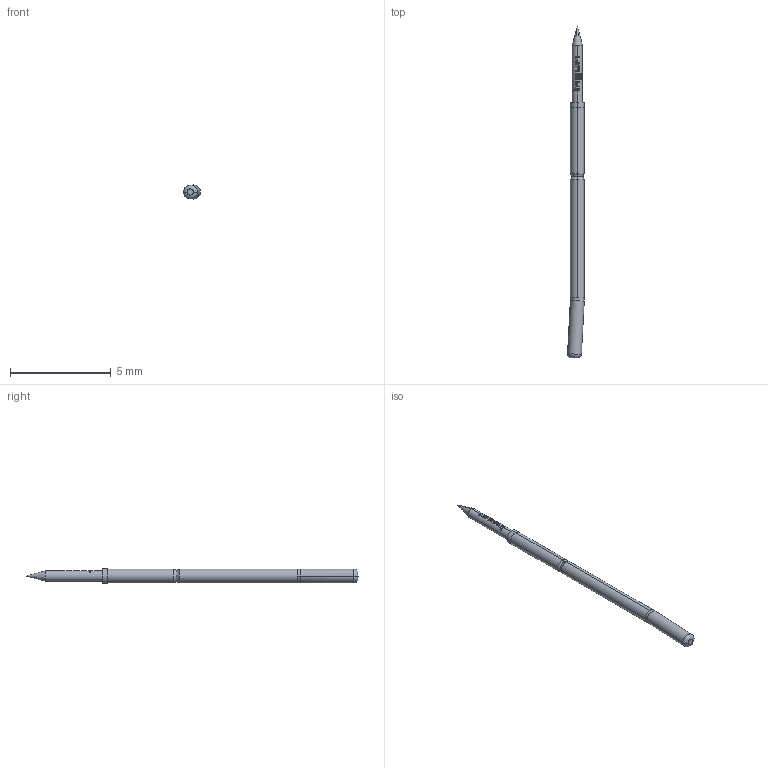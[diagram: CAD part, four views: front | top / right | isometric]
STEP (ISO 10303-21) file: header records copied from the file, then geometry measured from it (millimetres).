
FILE_DESCRIPTION (( 'STEP AP203' ), '1' );
FILE_NAME ('INGUN_GKS-069_201_051_N_xx00_B.STEP', '2021-09-20T06:39:16', ( 'ochi' ), ( '' ), 'SwSTEP 2.0', 'SolidWorks 2018', '' );
FILE_SCHEMA (( 'CONFIG_CONTROL_DESIGN' ));
Length unit declared in the file: millimetre
Products named in the file (1): INGUN_GKS-069_201_051_N_xx00_B
Bounding box: 0.84 x 16.5 x 0.7 mm (x, y, z)
Volume: 5.4 mm3; surface area: 33.3 mm2
Topology: 1 solids, 1 shells, 94 faces, 260 edges, 169 vertices
Faces by surface type: plane 33, cylinder 29, bspline 22, torus 8, cone 2
Entity records: 4315 total; most frequent: CARTESIAN_POINT 2276, ORIENTED_EDGE 516, EDGE_CURVE 258, DIRECTION 240, B_SPLINE_CURVE_WITH_KNOTS 196, VERTEX_POINT 169, AXIS2_PLACEMENT_3D 105, EDGE_LOOP 97
